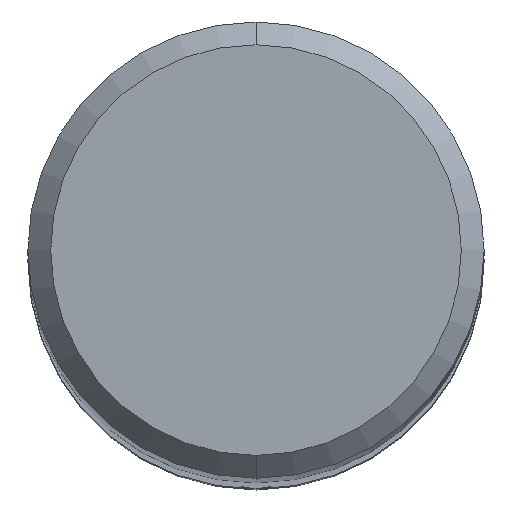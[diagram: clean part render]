
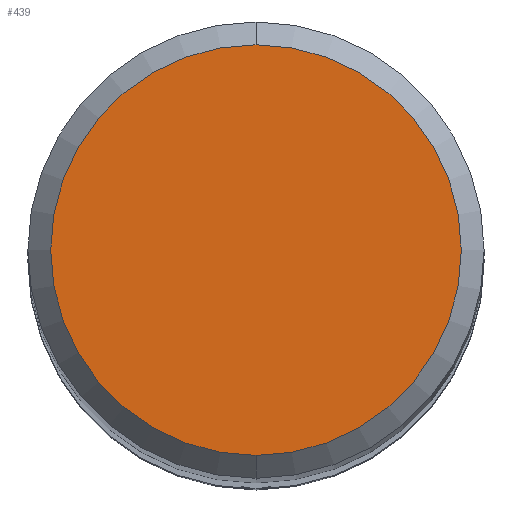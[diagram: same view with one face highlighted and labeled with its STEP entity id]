
A CAD part, top view. The second image highlights one B-rep face of the part: STEP entity #439.
In plain terms, the highlighted planar face has unit normal (0, 0, 1).
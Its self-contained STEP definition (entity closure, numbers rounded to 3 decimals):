
#207=EDGE_CURVE('',#271,#339,#538,.T.);
#271=VERTEX_POINT('',#610);
#339=VERTEX_POINT('',#684);
#375=EDGE_CURVE('',#339,#271,#725,.T.);
#439=ADVANCED_FACE('',(#797),#798,.T.);
#538=CIRCLE('',#907,3.6);
#610=CARTESIAN_POINT('',(0.0,3.6,0.));
#684=CARTESIAN_POINT('',(0.,-3.6,0.));
#725=CIRCLE('',#1251,3.6);
#797=FACE_OUTER_BOUND('',#1381,.T.);
#798=PLANE('',#1382);
#907=AXIS2_PLACEMENT_3D('',#1571,#1572,#1573);
#1251=AXIS2_PLACEMENT_3D('',#1774,#1775,#1776);
#1381=EDGE_LOOP('',(#1866,#1867));
#1382=AXIS2_PLACEMENT_3D('',#1868,#1869,#1870);
#1571=CARTESIAN_POINT('',(0.0,0.0,0.));
#1572=DIRECTION('',(0.0,0.0,-1.0));
#1573=DIRECTION('',(0.0,1.0,0.0));
#1774=CARTESIAN_POINT('',(0.0,0.0,0.));
#1775=DIRECTION('',(0.0,0.0,-1.0));
#1776=DIRECTION('',(0.0,1.0,0.0));
#1866=ORIENTED_EDGE('',*,*,#207,.F.);
#1867=ORIENTED_EDGE('',*,*,#375,.F.);
#1868=CARTESIAN_POINT('',(0.0,1.8,0.));
#1869=DIRECTION('',(-0.0,0.0,1.0));
#1870=DIRECTION('',(0.0,-1.0,0.0));
